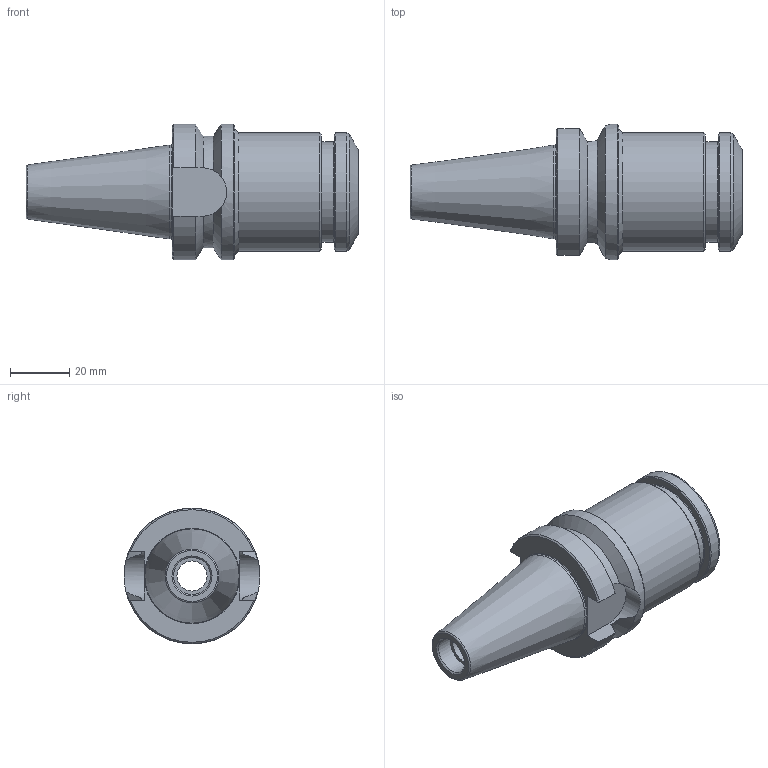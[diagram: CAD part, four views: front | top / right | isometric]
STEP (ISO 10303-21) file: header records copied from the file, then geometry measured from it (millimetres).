
FILE_DESCRIPTION(/* description */ (''),/* implementation_level */ '2;1');
FILE_NAME(/* name */ 'BT30-MG25-70D.step',/* time_stamp */ '2026-02-17T08:27:53-06:00',/* author */ (''),/* organization */ (''),/* preprocessor_version */ 'ST-DEVELOPER v20.1',/* originating_system */ 'Autodesk Translation Framework v14.24.0.0',/* authorisation */ '');
FILE_SCHEMA (('AUTOMOTIVE_DESIGN { 1 0 10303 214 3 1 1 }'));
Length unit declared in the file: inch
Products named in the file (1): BT30 DUAL CONTACT TEMPLATE FINALIZED
Bounding box: 112.42 x 45.92 x 45.92 mm (x, y, z)
Volume: 69228.3 mm3; surface area: 21750.5 mm2
Topology: 1 solids, 1 shells, 50 faces, 118 edges, 75 vertices
Faces by surface type: cone 19, plane 15, cylinder 14, torus 2
Full cylindrical faces by diameter (mm): 10.16 x1, 12.548 x1, 24.511 x1, 31.75 x1, 33.965 x1, 40.005 x2, 45.923 x1
Entity records: 1600 total; most frequent: CARTESIAN_POINT 336, DIRECTION 265, ORIENTED_EDGE 236, EDGE_CURVE 118, AXIS2_PLACEMENT_3D 112, VERTEX_POINT 75, CIRCLE 61, EDGE_LOOP 57
